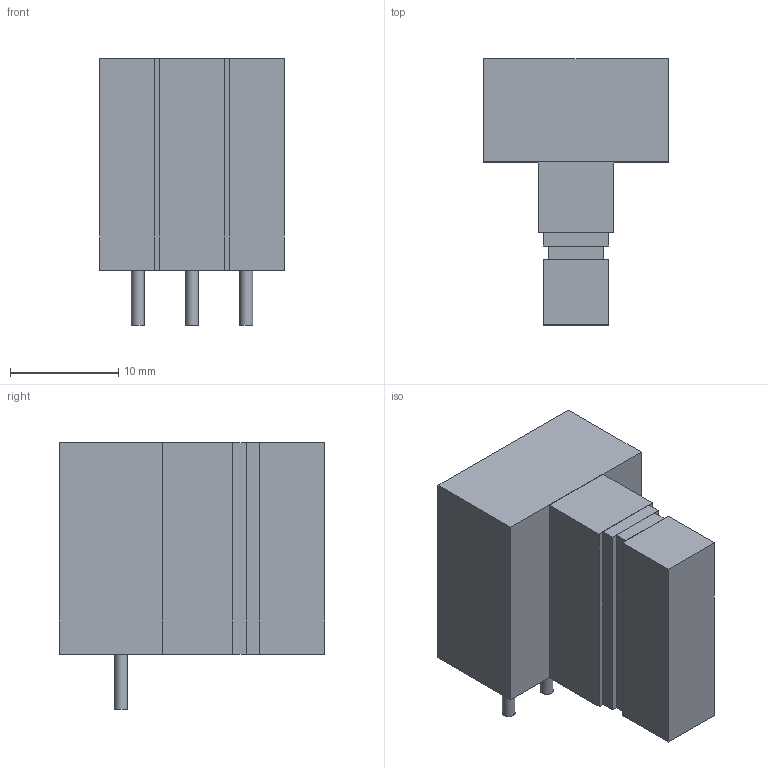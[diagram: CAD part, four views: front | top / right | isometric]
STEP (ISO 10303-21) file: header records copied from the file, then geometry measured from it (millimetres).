
FILE_DESCRIPTION(('FreeCAD Model'),'2;1');
FILE_NAME('1876054.1.3.stp','2020-07-20T09:17:11',( 'Author'),(''),'Open CASCADE STEP processor 6.9','FreeCAD','Unknown' );
FILE_SCHEMA(('AUTOMOTIVE_DESIGN { 1 0 10303 214 1 1 1 1 }'));
Length unit declared in the file: millimetre
Products named in the file (3): ASSEMBLY; Body; Leads
Assembly tree (2 placements, depth 2):
  ASSEMBLY
    Body
    Leads
Bounding box: 17 x 24.5 x 24.6 mm (x, y, z)
Volume: 5023.9 mm3; surface area: 3132.5 mm2
Topology: 8 solids, 8 shells, 39 faces, 69 edges, 46 vertices
Faces by surface type: plane 36, cylinder 3
Full cylindrical faces by diameter (mm): 1.2 x3
Entity records: 1934 total; most frequent: DIRECTION 297, CARTESIAN_POINT 295, LINE 195, VECTOR 195, ORIENTED_EDGE 138, PCURVE 138, DEFINITIONAL_REPRESENTATION 138, EDGE_CURVE 69
